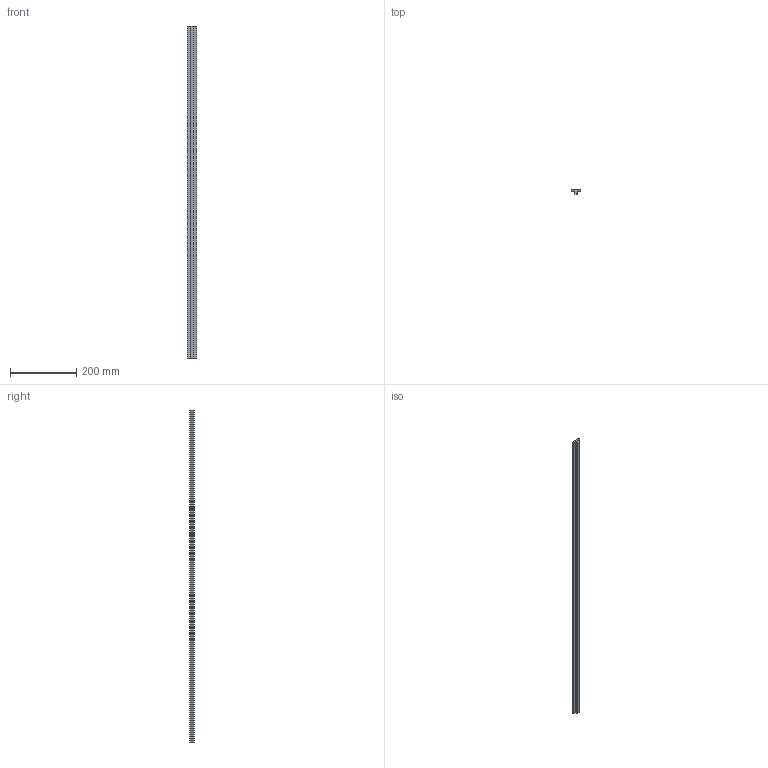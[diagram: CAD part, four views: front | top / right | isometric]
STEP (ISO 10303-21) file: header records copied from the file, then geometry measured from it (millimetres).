
FILE_DESCRIPTION((''),'2;1');
FILE_NAME('12195_ZASCITNI_PROFIL_30_U8','2022-09-19T08:26:01',('PredragRovcanin'),('Audax d.o.o.'),'CREO PARAMETRIC BY PTC INC, 2020281','CREO PARAMETRIC BY PTC INC, 2020281','');
FILE_SCHEMA(('AP242_MANAGED_MODEL_BASED_3D_ENGINEERING_MIM_LF { 1 0 10303 442 1 1 4 }'));
Length unit declared in the file: millimetre
Products named in the file (1): 12195_ZASCITNI_PROFIL_30_U8
Bounding box: 30 x 12.4 x 1000 mm (x, y, z)
Volume: 225500 mm3; surface area: 89736.3 mm2
Topology: 1 solids, 1 shells, 20 faces, 57 edges, 42 vertices
Faces by surface type: plane 20
Entity records: 1402 total; most frequent: COLOUR_RGB 321, CARTESIAN_POINT 132, DIRECTION 125, ORIENTED_EDGE 108, PRESENTATION_STYLE_ASSIGNMENT 63, STYLED_ITEM 63, CURVE_STYLE 58, VECTOR 57
